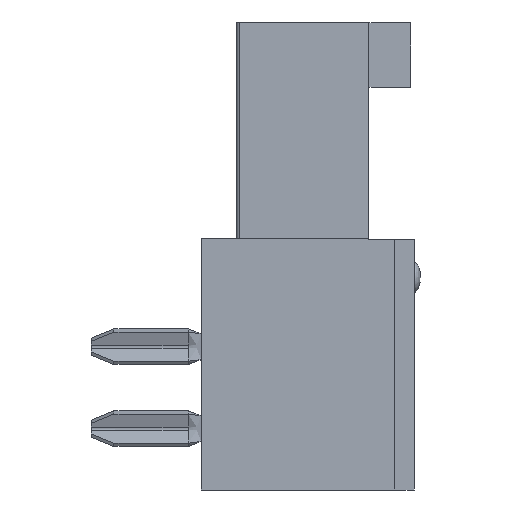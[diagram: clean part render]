
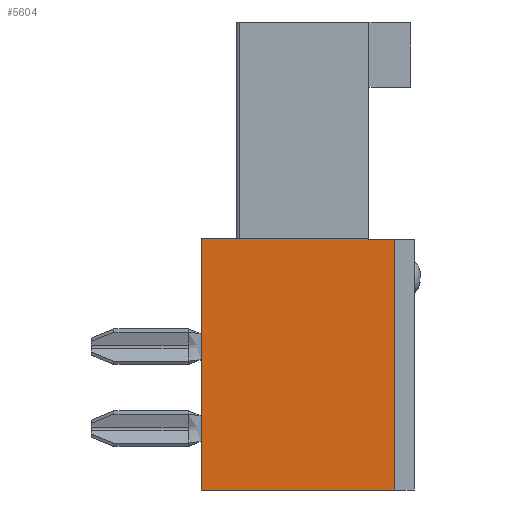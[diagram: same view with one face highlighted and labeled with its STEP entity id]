
A CAD part, left-side view. The second image highlights one B-rep face of the part: STEP entity #5604.
In plain terms, the highlighted planar face has unit normal (-1, 0, 0).
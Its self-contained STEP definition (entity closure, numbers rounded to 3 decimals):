
#1163=ORIENTED_EDGE('',*,*,#1943,.F.);
#1164=ORIENTED_EDGE('',*,*,#2320,.F.);
#1165=ORIENTED_EDGE('',*,*,#2093,.F.);
#1166=ORIENTED_EDGE('',*,*,#2087,.F.);
#1167=ORIENTED_EDGE('',*,*,#2065,.F.);
#1168=ORIENTED_EDGE('',*,*,#2016,.F.);
#1943=EDGE_CURVE('',#2728,#2729,#3268,.T.);
#2016=EDGE_CURVE('',#2729,#2787,#3340,.T.);
#2065=EDGE_CURVE('',#2787,#2831,#3381,.T.);
#2087=EDGE_CURVE('',#2831,#2847,#3399,.T.);
#2093=EDGE_CURVE('',#2847,#2852,#3405,.T.);
#2320=EDGE_CURVE('',#2852,#2728,#3609,.T.);
#2728=VERTEX_POINT('',#7911);
#2729=VERTEX_POINT('',#7913);
#2787=VERTEX_POINT('',#8055);
#2831=VERTEX_POINT('',#8153);
#2847=VERTEX_POINT('',#8190);
#2852=VERTEX_POINT('',#8206);
#3268=LINE('',#7912,#3949);
#3340=LINE('',#8054,#4021);
#3381=LINE('',#8152,#4062);
#3399=LINE('',#8195,#4080);
#3405=LINE('',#8205,#4086);
#3609=LINE('',#8728,#4290);
#3949=VECTOR('',#6388,1000.);
#4021=VECTOR('',#6484,1000.);
#4062=VECTOR('',#6551,1000.);
#4080=VECTOR('',#6581,1000.);
#4086=VECTOR('',#6591,1000.);
#4290=VECTOR('',#7093,1000.);
#4713=EDGE_LOOP('',(#1163,#1164,#1165,#1166,#1167,#1168));
#5050=FACE_BOUND('',#4713,.T.);
#5339=PLANE('',#6052);
#5604=ADVANCED_FACE('',(#5050),#5339,.F.);
#6052=AXIS2_PLACEMENT_3D('',#8729,#7094,#7095);
#6388=DIRECTION('',(0.,1.,0.));
#6484=DIRECTION('',(0.,0.,1.));
#6551=DIRECTION('',(0.,-1.,0.));
#6581=DIRECTION('',(0.,0.,-1.));
#6591=DIRECTION('',(0.,-1.,0.));
#7093=DIRECTION('',(0.,0.,-1.));
#7094=DIRECTION('',(1.,0.,0.));
#7095=DIRECTION('',(0.,0.,-1.));
#7911=CARTESIAN_POINT('',(-9.005,-2.7,-3.9));
#7912=CARTESIAN_POINT('',(-9.005,-2.7,-3.9));
#7913=CARTESIAN_POINT('',(-9.005,3.3,-3.9));
#8054=CARTESIAN_POINT('',(-9.005,3.3,-3.9));
#8055=CARTESIAN_POINT('',(-9.005,3.3,3.9));
#8152=CARTESIAN_POINT('',(-9.005,3.3,3.9));
#8153=CARTESIAN_POINT('',(-9.005,-1.9,3.9));
#8190=CARTESIAN_POINT('',(-9.005,-1.9,3.85));
#8195=CARTESIAN_POINT('',(-9.005,-1.9,3.9));
#8205=CARTESIAN_POINT('',(-9.005,-1.9,3.85));
#8206=CARTESIAN_POINT('',(-9.005,-2.7,3.85));
#8728=CARTESIAN_POINT('',(-9.005,-2.7,3.85));
#8729=CARTESIAN_POINT('',(-9.005,0.,0.));
